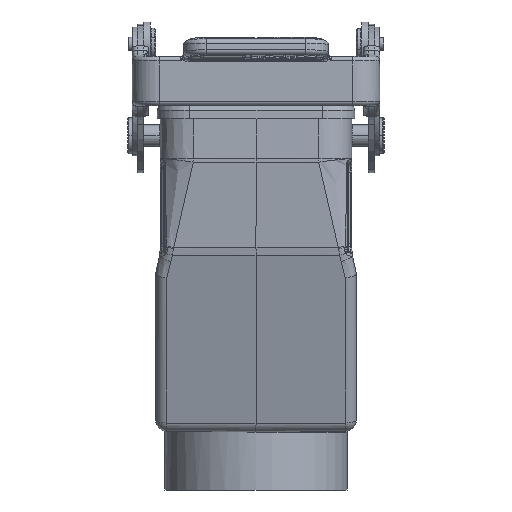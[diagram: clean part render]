
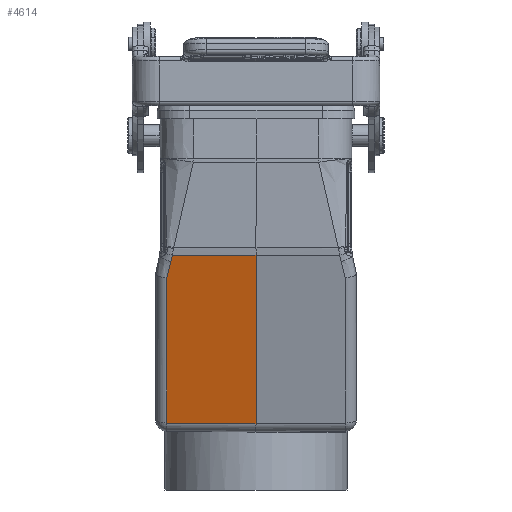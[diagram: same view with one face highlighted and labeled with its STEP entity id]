
A CAD part, left-side view. The second image highlights one B-rep face of the part: STEP entity #4614.
In plain terms, the highlighted planar face has unit normal (-0.966, 0.009, -0.259).
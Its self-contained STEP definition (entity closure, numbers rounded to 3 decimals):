
#2723=FACE_OUTER_BOUND('',#9338,.T.);
#4614=ADVANCED_FACE('',(#2723),#5615,.F.);
#5615=PLANE('',#36420);
#7048=B_SPLINE_CURVE_WITH_KNOTS('',3,(#65193,#65194,#65195,#65196),
 .UNSPECIFIED.,.F.,.F.,(4,4),(0.,1.),.UNSPECIFIED.);
#7050=B_SPLINE_CURVE_WITH_KNOTS('',3,(#65236,#65237,#65238,#65239,#65240,
#65241,#65242,#65243),.UNSPECIFIED.,.F.,.F.,(4,2,2,4),(0.,0.25,
0.5,1.),.UNSPECIFIED.);
#7079=B_SPLINE_CURVE_WITH_KNOTS('',3,(#65782,#65783,#65784,#65785),
 .UNSPECIFIED.,.F.,.F.,(4,4),(0.,1.),.UNSPECIFIED.);
#9338=EDGE_LOOP('',(#19544,#19545,#19546,#19547,#19548,#19549));
#19544=ORIENTED_EDGE('',*,*,#28587,.T.);
#19545=ORIENTED_EDGE('',*,*,#28576,.T.);
#19546=ORIENTED_EDGE('',*,*,#28574,.T.);
#19547=ORIENTED_EDGE('',*,*,#28633,.T.);
#19548=ORIENTED_EDGE('',*,*,#28637,.F.);
#19549=ORIENTED_EDGE('',*,*,#28639,.F.);
#23816=VERTEX_POINT('',#65192);
#23817=VERTEX_POINT('',#65197);
#23818=VERTEX_POINT('',#65244);
#23822=VERTEX_POINT('',#65432);
#23845=VERTEX_POINT('',#65786);
#23847=VERTEX_POINT('',#65796);
#28574=EDGE_CURVE('',#23817,#23816,#7048,.T.);
#28576=EDGE_CURVE('',#23818,#23817,#7050,.T.);
#28587=EDGE_CURVE('',#23822,#23818,#31213,.T.);
#28633=EDGE_CURVE('',#23816,#23845,#7079,.T.);
#28637=EDGE_CURVE('',#23847,#23845,#31230,.T.);
#28639=EDGE_CURVE('',#23822,#23847,#31232,.T.);
#31213=LINE('',#65431,#33634);
#31230=LINE('',#65797,#33651);
#31232=LINE('',#65800,#33653);
#33634=VECTOR('',#44169,1.);
#33651=VECTOR('',#44253,1.);
#33653=VECTOR('',#44257,1.);
#36420=AXIS2_PLACEMENT_3D('',#65801,#44258,#44259);
#44169=DIRECTION('',(0.009,1.,0.002));
#44253=DIRECTION('',(0.007,1.,0.009));
#44257=DIRECTION('',(0.259,0.,-0.966));
#44258=DIRECTION('',(0.966,-0.009,0.259));
#44259=DIRECTION('',(-0.259,0.,0.966));
#65192=CARTESIAN_POINT('',(-33.046,20.022,-37.394));
#65193=CARTESIAN_POINT('',(-34.05,19.116,-33.678));
#65194=CARTESIAN_POINT('',(-33.723,19.483,-34.886));
#65195=CARTESIAN_POINT('',(-33.389,19.785,-36.124));
#65196=CARTESIAN_POINT('',(-33.046,20.022,-37.394));
#65197=CARTESIAN_POINT('',(-34.05,19.116,-33.678));
#65236=CARTESIAN_POINT('',(-34.418,18.767,-32.316));
#65237=CARTESIAN_POINT('',(-34.406,18.779,-32.36));
#65238=CARTESIAN_POINT('',(-34.386,18.798,-32.437));
#65239=CARTESIAN_POINT('',(-34.327,18.852,-32.656));
#65240=CARTESIAN_POINT('',(-34.28,18.893,-32.827));
#65241=CARTESIAN_POINT('',(-34.163,18.998,-33.263));
#65242=CARTESIAN_POINT('',(-34.099,19.06,-33.498));
#65243=CARTESIAN_POINT('',(-34.05,19.116,-33.678));
#65244=CARTESIAN_POINT('',(-34.418,18.767,-32.316));
#65431=CARTESIAN_POINT('',(-34.58,0.,-32.345));
#65432=CARTESIAN_POINT('',(-34.58,0.,-32.345));
#65782=CARTESIAN_POINT('',(-33.046,20.022,-37.394));
#65783=CARTESIAN_POINT('',(-30.136,20.022,-48.254));
#65784=CARTESIAN_POINT('',(-27.227,20.022,-59.113));
#65785=CARTESIAN_POINT('',(-24.317,20.022,-69.972));
#65786=CARTESIAN_POINT('',(-24.317,20.022,-69.972));
#65796=CARTESIAN_POINT('',(-24.451,0.,-70.147));
#65797=CARTESIAN_POINT('',(-24.451,0.,-70.147));
#65800=CARTESIAN_POINT('',(-34.58,0.,-32.345));
#65801=CARTESIAN_POINT('',(-29.431,10.011,-51.223));
